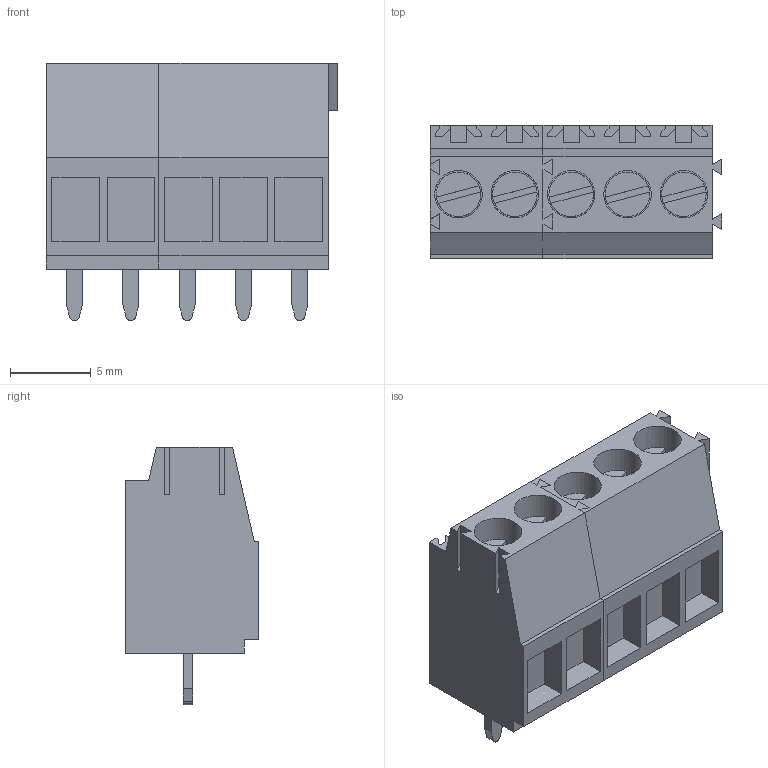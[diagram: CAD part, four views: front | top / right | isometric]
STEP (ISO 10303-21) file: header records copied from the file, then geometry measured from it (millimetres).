
FILE_DESCRIPTION(('CATIA V5 STEP Exchange','CAx-IF Rec.Pracs.--- Model Styling and Organization---1.2---2011-12-15'),'2;1');
FILE_NAME ('D1454891_0_1720250000_1720250000.stp','2018-03-12T10:48:01+00:00',('none'),('Weidmueller'),'CATIA Version 5-6 Release 2014','CATIA V5 STEP AP214','none');
FILE_SCHEMA(('AUTOMOTIVE_DESIGN { 1 0 10303 214 1 1 1 1 }'));
Length unit declared in the file: millimetre
Products named in the file (1): 1720250000
Bounding box: 18.1 x 8.3 x 16 mm (x, y, z)
Volume: 1388.8 mm3; surface area: 1902.6 mm2
Topology: 12 solids, 12 shells, 311 faces, 816 edges, 544 vertices
Faces by surface type: plane 266, cylinder 45
Entity records: 9453 total; most frequent: CARTESIAN_POINT 1785, ORIENTED_EDGE 1632, DIRECTION 1313, EDGE_CURVE 816, VECTOR 706, LINE 706, VERTEX_POINT 544, AXIS2_PLACEMENT_3D 352
